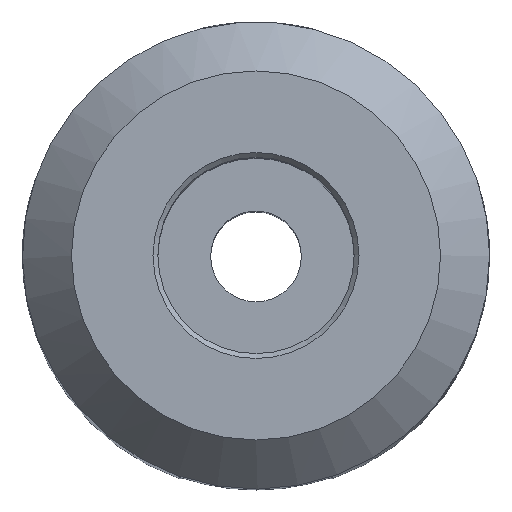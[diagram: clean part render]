
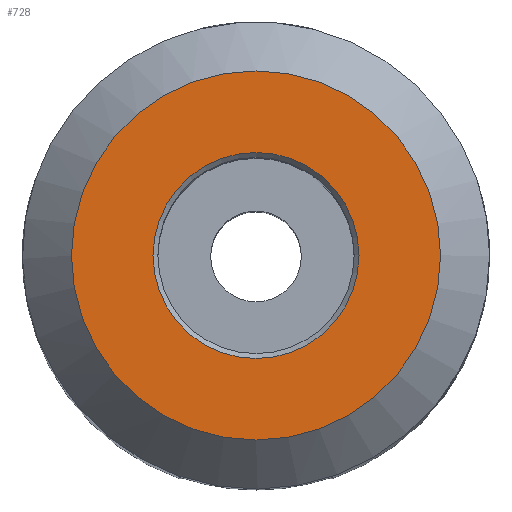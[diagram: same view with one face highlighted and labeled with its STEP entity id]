
A CAD part, top view. The second image highlights one B-rep face of the part: STEP entity #728.
In plain terms, the highlighted planar face has unit normal (0, 0, 1).
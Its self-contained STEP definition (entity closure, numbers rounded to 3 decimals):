
#10 = AXIS2_PLACEMENT_3D ( 'NONE', #491, #833, #647 ) ;
#80 = ORIENTED_EDGE ( 'NONE', *, *, #337, .T. ) ;
#92 = DIRECTION ( 'NONE',  ( 1., 0., 0. ) ) ;
#213 = FACE_OUTER_BOUND ( 'NONE', #682, .T. ) ;
#237 = AXIS2_PLACEMENT_3D ( 'NONE', #409, #558, #1062 ) ;
#336 = CARTESIAN_POINT ( 'NONE',  ( 0., 0., 60. ) ) ;
#337 = EDGE_CURVE ( 'NONE', #846, #846, #880, .T. ) ;
#403 = AXIS2_PLACEMENT_3D ( 'NONE', #336, #929, #92 ) ;
#409 = CARTESIAN_POINT ( 'NONE',  ( 0., 0., 60. ) ) ;
#415 = VERTEX_POINT ( 'NONE', #1086 ) ;
#491 = CARTESIAN_POINT ( 'NONE',  ( 0., 0., 60. ) ) ;
#558 = DIRECTION ( 'NONE',  ( 0., 0., 1. ) ) ;
#599 = CARTESIAN_POINT ( 'NONE',  ( 4.2, 0., 60. ) ) ;
#642 = PLANE ( 'NONE',  #237 ) ;
#647 = DIRECTION ( 'NONE',  ( 1., 0., 0. ) ) ;
#682 = EDGE_LOOP ( 'NONE', ( #1023 ) ) ;
#712 = CIRCLE ( 'NONE', #403, 7.525 ) ;
#728 = ADVANCED_FACE ( 'NONE', ( #888, #213 ), #642, .T. ) ;
#811 = EDGE_CURVE ( 'NONE', #415, #415, #712, .T. ) ;
#833 = DIRECTION ( 'NONE',  ( 0., 0., -1. ) ) ;
#846 = VERTEX_POINT ( 'NONE', #599 ) ;
#880 = CIRCLE ( 'NONE', #10, 4.2 ) ;
#888 = FACE_BOUND ( 'NONE', #940, .T. ) ;
#929 = DIRECTION ( 'NONE',  ( 0., 0., 1. ) ) ;
#940 = EDGE_LOOP ( 'NONE', ( #80 ) ) ;
#1023 = ORIENTED_EDGE ( 'NONE', *, *, #811, .T. ) ;
#1062 = DIRECTION ( 'NONE',  ( 1., 0., 0. ) ) ;
#1086 = CARTESIAN_POINT ( 'NONE',  ( 7.525, 0., 60. ) ) ;
